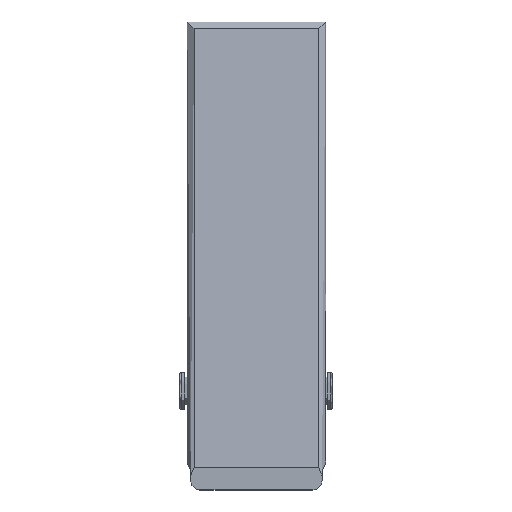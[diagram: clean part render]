
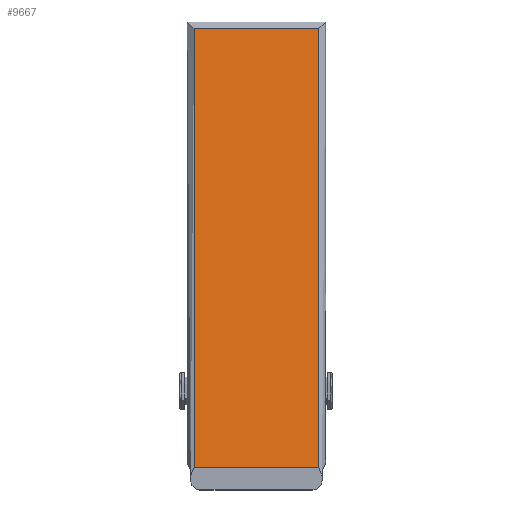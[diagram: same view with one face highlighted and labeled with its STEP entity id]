
A CAD part, top view. The second image highlights one B-rep face of the part: STEP entity #9667.
In plain terms, the highlighted planar face has unit normal (0, 0.104, 0.995).
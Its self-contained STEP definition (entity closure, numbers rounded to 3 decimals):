
#36 = CARTESIAN_POINT ( 'NONE',  ( 389.731, 409.916, -22.359 ) ) ;
#520 = LINE ( 'NONE', #12774, #14997 ) ;
#1668 = EDGE_CURVE ( 'NONE', #12656, #4320, #4002, .T. ) ;
#2128 = CARTESIAN_POINT ( 'NONE',  ( 361.231, 314.694, -12.351 ) ) ;
#3941 = DIRECTION ( 'NONE',  ( 0., 0.995, -0.105 ) ) ;
#3953 = EDGE_CURVE ( 'NONE', #9228, #4320, #16242, .T. ) ;
#4002 = LINE ( 'NONE', #36, #18448 ) ;
#4320 = VERTEX_POINT ( 'NONE', #5859 ) ;
#5633 = DIRECTION ( 'NONE',  ( 0., 0.995, -0.105 ) ) ;
#5822 = VERTEX_POINT ( 'NONE', #9234 ) ;
#5859 = CARTESIAN_POINT ( 'NONE',  ( 361.231, 409.916, -22.359 ) ) ;
#6055 = EDGE_LOOP ( 'NONE', ( #15146, #9230, #10412, #14111 ) ) ;
#7265 = DIRECTION ( 'NONE',  ( -1., 0., 0. ) ) ;
#7410 = DIRECTION ( 'NONE',  ( 0., -0.995, 0.105 ) ) ;
#7804 = CARTESIAN_POINT ( 'NONE',  ( 388.231, 409.916, -22.359 ) ) ;
#9228 = VERTEX_POINT ( 'NONE', #2128 ) ;
#9230 = ORIENTED_EDGE ( 'NONE', *, *, #9660, .F. ) ;
#9234 = CARTESIAN_POINT ( 'NONE',  ( 388.231, 314.694, -12.351 ) ) ;
#9660 = EDGE_CURVE ( 'NONE', #5822, #9228, #14326, .T. ) ;
#9667 = ADVANCED_FACE ( 'NONE', ( #17694 ), #13150, .T. ) ;
#9921 = EDGE_CURVE ( 'NONE', #5822, #12656, #520, .T. ) ;
#10252 = CARTESIAN_POINT ( 'NONE',  ( 389.731, 314.694, -12.351 ) ) ;
#10412 = ORIENTED_EDGE ( 'NONE', *, *, #9921, .T. ) ;
#10480 = VECTOR ( 'NONE', #11707, 1000. ) ;
#11153 = CARTESIAN_POINT ( 'NONE',  ( 361.231, 384.744, -19.714 ) ) ;
#11707 = DIRECTION ( 'NONE',  ( -1., 0., 0. ) ) ;
#12435 = VECTOR ( 'NONE', #3941, 1000. ) ;
#12656 = VERTEX_POINT ( 'NONE', #7804 ) ;
#12774 = CARTESIAN_POINT ( 'NONE',  ( 388.231, 409.916, -22.359 ) ) ;
#13150 = PLANE ( 'NONE',  #16008 ) ;
#14111 = ORIENTED_EDGE ( 'NONE', *, *, #1668, .T. ) ;
#14326 = LINE ( 'NONE', #10252, #10480 ) ;
#14597 = CARTESIAN_POINT ( 'NONE',  ( 389.731, 409.916, -22.359 ) ) ;
#14997 = VECTOR ( 'NONE', #5633, 1000. ) ;
#15146 = ORIENTED_EDGE ( 'NONE', *, *, #3953, .F. ) ;
#16008 = AXIS2_PLACEMENT_3D ( 'NONE', #14597, #16045, #7410 ) ;
#16045 = DIRECTION ( 'NONE',  ( 0., 0.105, 0.995 ) ) ;
#16242 = LINE ( 'NONE', #11153, #12435 ) ;
#17694 = FACE_OUTER_BOUND ( 'NONE', #6055, .T. ) ;
#18448 = VECTOR ( 'NONE', #7265, 1000. ) ;
